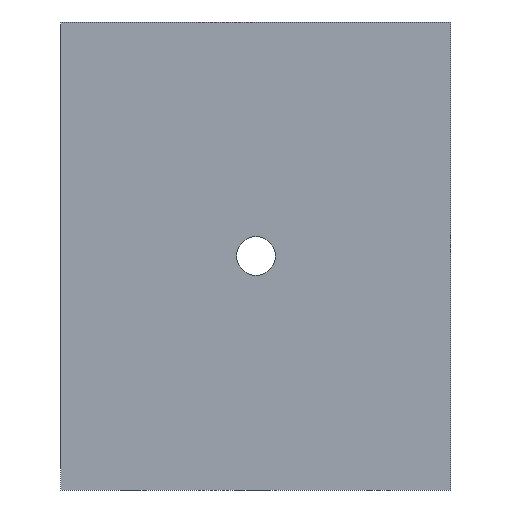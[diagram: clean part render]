
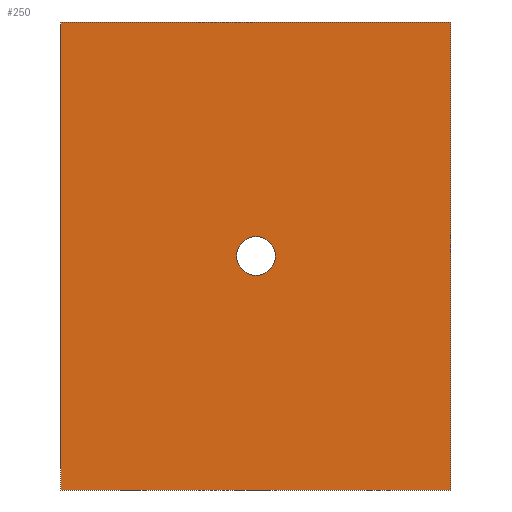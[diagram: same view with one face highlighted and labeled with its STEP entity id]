
A CAD part, front view. The second image highlights one B-rep face of the part: STEP entity #250.
In plain terms, the highlighted planar face has unit normal (0, -1, 0).
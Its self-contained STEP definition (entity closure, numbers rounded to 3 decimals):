
#45 = EDGE_CURVE ( 'NONE', #321, #506, #812, .T. ) ;
#65 = VECTOR ( 'NONE', #1172, 1000. ) ;
#94 = CARTESIAN_POINT ( 'NONE',  ( -25., 0., 30. ) ) ;
#110 = DIRECTION ( 'NONE',  ( 0., 0., -1. ) ) ;
#124 = PLANE ( 'NONE',  #513 ) ;
#164 = VECTOR ( 'NONE', #1075, 1000. ) ;
#250 = ADVANCED_FACE ( 'NONE', ( #840, #950 ), #124, .T. ) ;
#265 = DIRECTION ( 'NONE',  ( 0., 0., 1. ) ) ;
#289 = VERTEX_POINT ( 'NONE', #390 ) ;
#321 = VERTEX_POINT ( 'NONE', #1027 ) ;
#347 = CARTESIAN_POINT ( 'NONE',  ( -25., 0., 30. ) ) ;
#349 = DIRECTION ( 'NONE',  ( 0., 1., 0. ) ) ;
#363 = CARTESIAN_POINT ( 'NONE',  ( 0., 0., 0. ) ) ;
#377 = CIRCLE ( 'NONE', #478, 2.5 ) ;
#378 = CARTESIAN_POINT ( 'NONE',  ( 0., 0., 0. ) ) ;
#390 = CARTESIAN_POINT ( 'NONE',  ( -25., 0., 30. ) ) ;
#430 = VECTOR ( 'NONE', #745, 1000. ) ;
#433 = DIRECTION ( 'NONE',  ( 0., 1., 0. ) ) ;
#466 = EDGE_CURVE ( 'NONE', #1055, #561, #377, .T. ) ;
#478 = AXIS2_PLACEMENT_3D ( 'NONE', #363, #433, #996 ) ;
#491 = EDGE_CURVE ( 'NONE', #289, #888, #922, .T. ) ;
#492 = DIRECTION ( 'NONE',  ( 0., -1., 0. ) ) ;
#505 = EDGE_CURVE ( 'NONE', #506, #289, #1079, .T. ) ;
#506 = VERTEX_POINT ( 'NONE', #817 ) ;
#513 = AXIS2_PLACEMENT_3D ( 'NONE', #378, #492, #573 ) ;
#543 = EDGE_LOOP ( 'NONE', ( #564, #1140 ) ) ;
#561 = VERTEX_POINT ( 'NONE', #991 ) ;
#564 = ORIENTED_EDGE ( 'NONE', *, *, #466, .T. ) ;
#573 = DIRECTION ( 'NONE',  ( 0., 0., -1. ) ) ;
#638 = ORIENTED_EDGE ( 'NONE', *, *, #491, .F. ) ;
#671 = EDGE_CURVE ( 'NONE', #561, #1055, #1141, .T. ) ;
#698 = ORIENTED_EDGE ( 'NONE', *, *, #717, .F. ) ;
#701 = ORIENTED_EDGE ( 'NONE', *, *, #45, .F. ) ;
#717 = EDGE_CURVE ( 'NONE', #888, #321, #1017, .T. ) ;
#745 = DIRECTION ( 'NONE',  ( 0., 0., 1. ) ) ;
#758 = CARTESIAN_POINT ( 'NONE',  ( 25., 0., 30. ) ) ;
#812 = LINE ( 'NONE', #830, #164 ) ;
#817 = CARTESIAN_POINT ( 'NONE',  ( -25., 0., -30. ) ) ;
#830 = CARTESIAN_POINT ( 'NONE',  ( -25., 0., -30. ) ) ;
#837 = CARTESIAN_POINT ( 'NONE',  ( 0., 0., 2.5 ) ) ;
#840 = FACE_BOUND ( 'NONE', #543, .T. ) ;
#846 = EDGE_LOOP ( 'NONE', ( #638, #1146, #701, #698 ) ) ;
#888 = VERTEX_POINT ( 'NONE', #758 ) ;
#922 = LINE ( 'NONE', #94, #65 ) ;
#950 = FACE_OUTER_BOUND ( 'NONE', #846, .T. ) ;
#975 = VECTOR ( 'NONE', #110, 1000. ) ;
#991 = CARTESIAN_POINT ( 'NONE',  ( 0., 0., -2.5 ) ) ;
#996 = DIRECTION ( 'NONE',  ( 0., 0., 1. ) ) ;
#1017 = LINE ( 'NONE', #1112, #975 ) ;
#1027 = CARTESIAN_POINT ( 'NONE',  ( 25., 0., -30. ) ) ;
#1048 = AXIS2_PLACEMENT_3D ( 'NONE', #1076, #349, #265 ) ;
#1055 = VERTEX_POINT ( 'NONE', #837 ) ;
#1075 = DIRECTION ( 'NONE',  ( -1., 0., 0. ) ) ;
#1076 = CARTESIAN_POINT ( 'NONE',  ( 0., 0., 0. ) ) ;
#1079 = LINE ( 'NONE', #347, #430 ) ;
#1112 = CARTESIAN_POINT ( 'NONE',  ( 25., 0., 30. ) ) ;
#1140 = ORIENTED_EDGE ( 'NONE', *, *, #671, .T. ) ;
#1141 = CIRCLE ( 'NONE', #1048, 2.5 ) ;
#1146 = ORIENTED_EDGE ( 'NONE', *, *, #505, .F. ) ;
#1172 = DIRECTION ( 'NONE',  ( 1., 0., 0. ) ) ;
